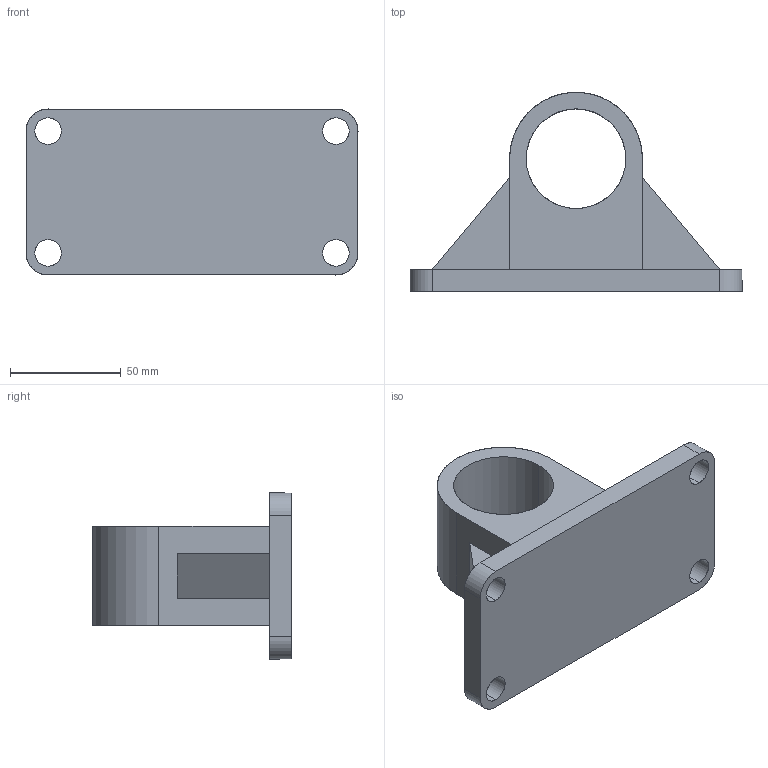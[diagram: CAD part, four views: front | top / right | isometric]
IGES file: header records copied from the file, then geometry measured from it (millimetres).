
Start section: SolidWorks IGES file using analytic representation for surfaces
Global section: file name: Ejercicio 7.IGS; native system: SolidWorks 2017; preprocessor: SolidWorks 2017; author: PANTER; date: 180209.160439; units: millimetre
Bounding box: 150 x 90 x 75 mm (x, y, z)
Surface area: 47338.6 mm2 (no closed solid volume)
Topology: 0 solids, 0 shells, 31 faces, 650 edges, 650 vertices
Faces by surface type: bspline 16, revolution 15
